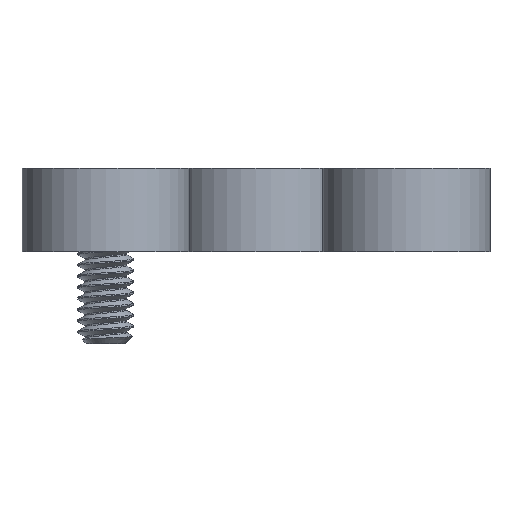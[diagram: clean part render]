
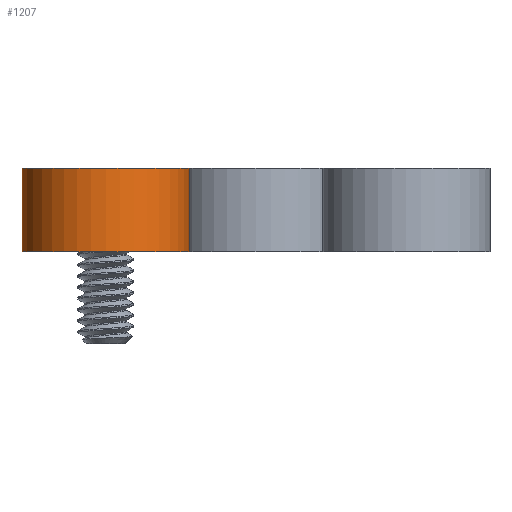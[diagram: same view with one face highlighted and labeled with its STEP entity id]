
A CAD part, left-side view. The second image highlights one B-rep face of the part: STEP entity #1207.
In plain terms, the highlighted cylindrical face has radius 3 mm (diameter 6 mm), a full revolution.
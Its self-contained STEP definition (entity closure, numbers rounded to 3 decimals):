
#144=FACE_OUTER_BOUND('',#214,.T.);
#214=EDGE_LOOP('',(#1080,#1081,#1082,#1083));
#255=CIRCLE('',#1315,3.);
#256=CIRCLE('',#1316,3.);
#388=LINE('',#4459,#461);
#461=VECTOR('',#1566,3.);
#574=VERTEX_POINT('',#4456);
#575=VERTEX_POINT('',#4458);
#745=EDGE_CURVE('',#574,#574,#255,.T.);
#746=EDGE_CURVE('',#574,#575,#388,.T.);
#747=EDGE_CURVE('',#575,#575,#256,.T.);
#1080=ORIENTED_EDGE('',*,*,#745,.F.);
#1081=ORIENTED_EDGE('',*,*,#746,.T.);
#1082=ORIENTED_EDGE('',*,*,#747,.F.);
#1083=ORIENTED_EDGE('',*,*,#746,.F.);
#1146=CYLINDRICAL_SURFACE('',#1314,3.);
#1207=ADVANCED_FACE('',(#144),#1146,.T.);
#1314=AXIS2_PLACEMENT_3D('',#4455,#1562,#1563);
#1315=AXIS2_PLACEMENT_3D('',#4457,#1564,#1565);
#1316=AXIS2_PLACEMENT_3D('',#4460,#1567,#1568);
#1562=DIRECTION('center_axis',(0.,0.,-1.));
#1563=DIRECTION('ref_axis',(1.,0.,0.));
#1564=DIRECTION('center_axis',(0.,0.,-1.));
#1565=DIRECTION('ref_axis',(1.,0.,0.));
#1566=DIRECTION('',(0.,0.,1.));
#1567=DIRECTION('center_axis',(0.,0.,1.));
#1568=DIRECTION('ref_axis',(1.,0.,0.));
#4455=CARTESIAN_POINT('Origin',(8.1,-3.1,3.));
#4456=CARTESIAN_POINT('',(5.1,-3.1,0.));
#4457=CARTESIAN_POINT('Origin',(8.1,-3.1,0.));
#4458=CARTESIAN_POINT('',(5.1,-3.1,3.));
#4459=CARTESIAN_POINT('',(5.1,-3.1,3.));
#4460=CARTESIAN_POINT('Origin',(8.1,-3.1,3.));
